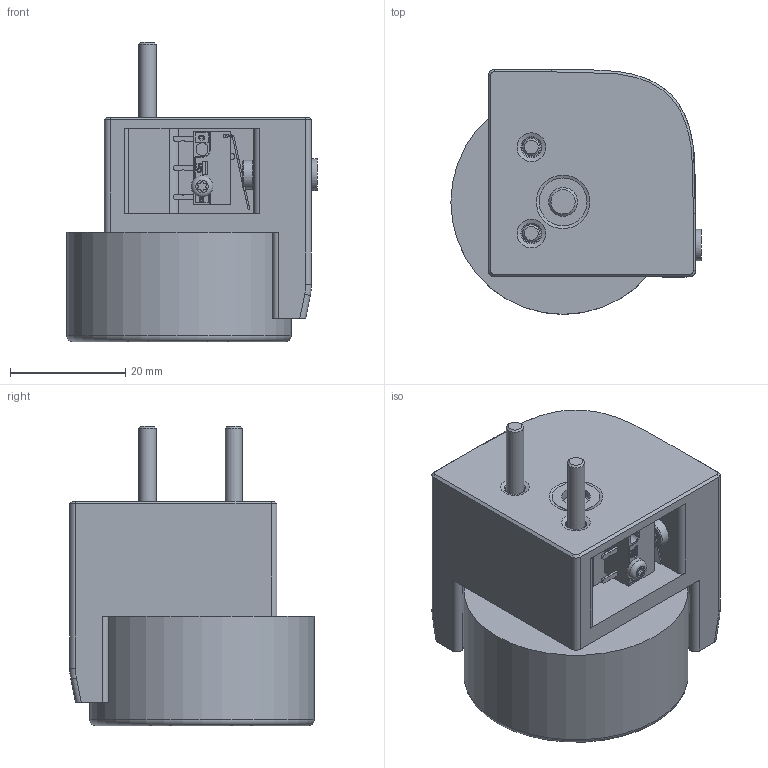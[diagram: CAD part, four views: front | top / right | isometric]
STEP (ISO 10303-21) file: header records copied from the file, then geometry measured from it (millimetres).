
FILE_DESCRIPTION(/* description */ (''),/* implementation_level */ '2;1');
FILE_NAME(/* name */ 'Button Corner.step',/* time_stamp */ '2024-09-06T01:37:44-07:00',/* author */ (''),/* organization */ (''),/* preprocessor_version */ 'ST-DEVELOPER v20',/* originating_system */ 'Autodesk Translation Framework v13.14.0.145',/* authorisation */ '');
FILE_SCHEMA (('AUTOMOTIVE_DESIGN { 1 0 10303 214 3 1 1 }'));
Length unit declared in the file: millimetre
Products named in the file (16): Button Corner; Button Corner_1; Hardware; M3x30 SHCS; 94180A361_NO THREADS_Tapered Heat-Set Inserts for Plastic(Mirror)(Mir
ror); Rubber Foot v1(Mirror)(Mirror); M5x30 BHCS v1(Mirror)(Mirror); M3x10 SHCS; D2F-L Microswitch; Switch Body; Lever; Contacts; Plunger; M2x10 STS; PTFE Tube; Stopper
Assembly tree (16 placements, depth 5):
  Button Corner
    Button Corner_1
      Hardware
        M3x30 SHCS  x2
        94180A361_NO THREADS_Tapered Heat-Set Inserts for Plastic(Mirror)(Mir
ror)
        Rubber Foot v1(Mirror)(Mirror)
        M5x30 BHCS v1(Mirror)(Mirror)
        M3x10 SHCS
        D2F-L Microswitch
          Switch Body
          Lever
          Contacts
          Plunger
        M2x10 STS
        PTFE Tube
      Stopper
Bounding box: 43.5 x 42.5 x 52 mm (x, y, z)
Volume: 48553.9 mm3; surface area: 17030.7 mm2
Topology: 17 solids, 17 shells, 701 faces, 1737 edges, 1090 vertices
Faces by surface type: plane 309, bspline 174, cylinder 163, cone 50, torus 4, sphere 1
Full cylindrical faces by diameter (mm): 1.28 x11, 1.8 x1, 2 x1, 2.2 x9, 2.8 x1, 3 x4, 3.4 x2, 3.75 x1, 4 x1, 4.2 x1, 5 x3, 5.12 x1, 5.3 x1, 5.5 x3, 6 x3, 7.161 x1, 7.7 x2, 8.33 x1, 9.5 x1, 13.5 x1, 39 x1
Entity records: 35007 total; most frequent: CARTESIAN_POINT 19217, ORIENTED_EDGE 3406, DIRECTION 2895, EDGE_CURVE 1703, VERTEX_POINT 1072, AXIS2_PLACEMENT_3D 998, LINE 899, VECTOR 899
